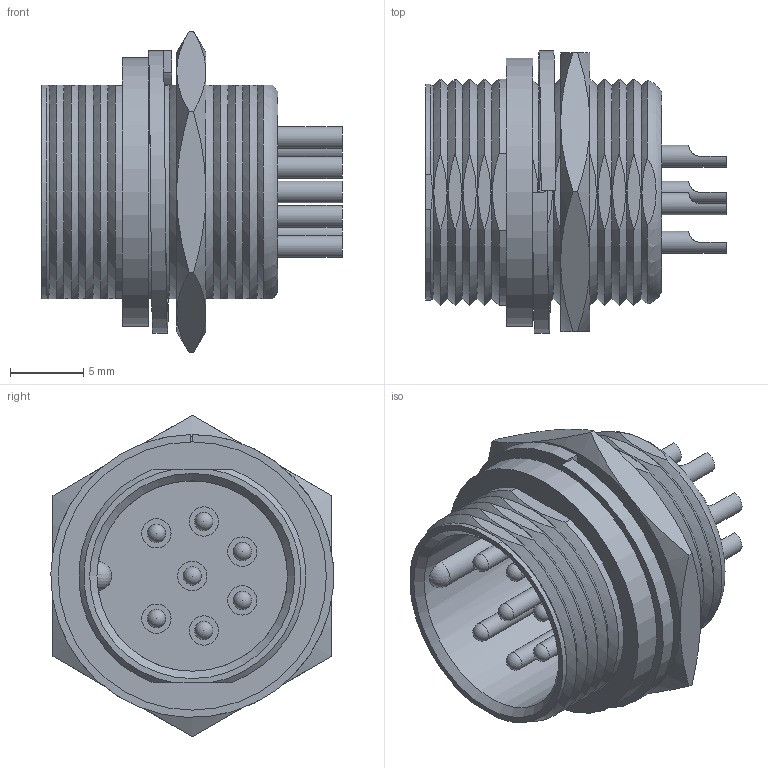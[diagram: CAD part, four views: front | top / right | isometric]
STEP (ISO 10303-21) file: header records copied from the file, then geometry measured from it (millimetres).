
FILE_DESCRIPTION(/* description */ ('STEP AP203'),/* implementation_level */ '2;1');
FILE_NAME(/* name */ 'FC684207 TIM.stp',/* time_stamp */ '2022-05-04T12:51:53+01:00',/* author */ ('tottley'),/* organization */ (''),/* preprocessor_version */ 'ST-DEVELOPER v18.1',/* originating_system */ 'Autodesk Inventor 2022',/* authorisation */ '');
FILE_SCHEMA (('AUTOMOTIVE_DESIGN { 1 0 10303 214 3 1 1 }'));
Length unit declared in the file: millimetre
Products named in the file (6): FC684207; ¥»Ê^; Á³¥À; SPµØ¥q; 7 Pin Body; PIN(6.7.8)
Assembly tree (11 placements, depth 2):
  FC684207
    ¥»Ê^
    Á³¥À
    SPµØ¥q
    PIN(6.7.8)  x7
    7 Pin Body
Bounding box: 20.5 x 19.27 x 21.94 mm (x, y, z)
Volume: 1940.1 mm3; surface area: 4014 mm2
Topology: 11 solids, 11 shells, 326 faces, 840 edges, 555 vertices
Faces by surface type: plane 154, bspline 67, cylinder 53, cone 43, sphere 8, torus 1
Full cylindrical faces by diameter (mm): 1 x7, 1.25 x7, 1.5 x7, 2 x14, 13 x1, 13.3 x1, 13.5 x1, 18.3 x1
Entity records: 9607 total; most frequent: CARTESIAN_POINT 3634, ORIENTED_EDGE 1354, DIRECTION 969, EDGE_CURVE 677, VERTEX_POINT 447, AXIS2_PLACEMENT_3D 330, LINE 309, VECTOR 309
